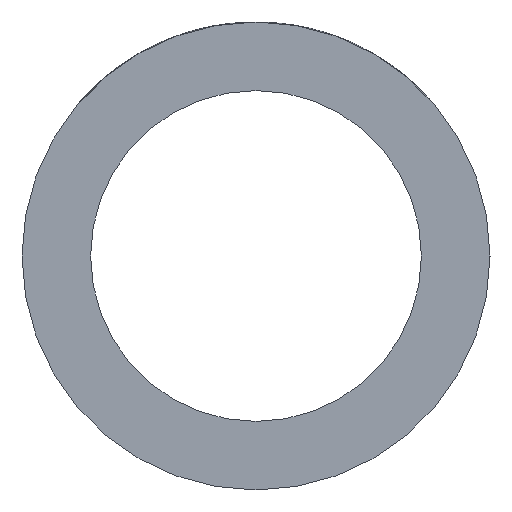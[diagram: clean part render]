
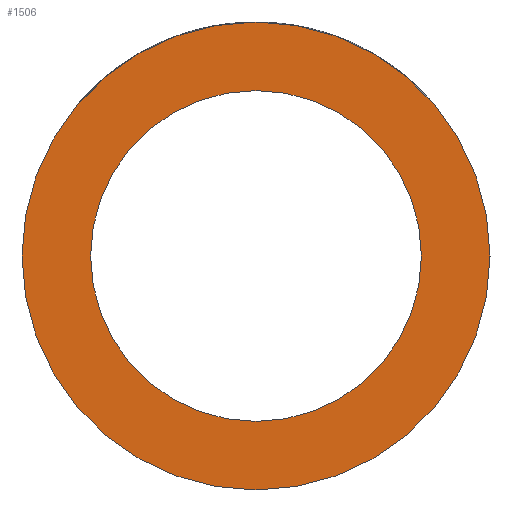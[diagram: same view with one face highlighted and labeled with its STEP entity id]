
A CAD part, front view. The second image highlights one B-rep face of the part: STEP entity #1506.
In plain terms, the highlighted planar face has unit normal (0, -1, 0).
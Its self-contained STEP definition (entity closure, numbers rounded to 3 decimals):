
#50 = CARTESIAN_POINT ( 'NONE',  ( 0., -6., 0. ) ) ;
#156 = EDGE_CURVE ( 'Defeature ausgef�hrt1_0+Defeature ausgef�hrt1_1+Defeature ausgef�hrt1_1+Defeature ausgef�hrt1_1', #1961, #2434, #2388, .T. ) ;
#336 = CARTESIAN_POINT ( 'NONE',  ( 0., -6., 1.45 ) ) ;
#414 = CARTESIAN_POINT ( 'NONE',  ( 0., -6., 0. ) ) ;
#443 = AXIS2_PLACEMENT_3D ( 'NONE', #2029, #2047, #2037 ) ;
#466 = FACE_BOUND ( 'NONE', #1441, .T. ) ;
#504 = ORIENTED_EDGE ( 'NONE', *, *, #642, .F. ) ;
#536 = CARTESIAN_POINT ( 'NONE',  ( 0., -6., 0. ) ) ;
#555 = AXIS2_PLACEMENT_3D ( 'NONE', #50, #679, #2324 ) ;
#558 = DIRECTION ( 'NONE',  ( 0., 1., 0. ) ) ;
#611 = CIRCLE ( 'NONE', #2156, 1.025 ) ;
#642 = EDGE_CURVE ( 'Defeature ausgef�hrt1_0+Defeature ausgef�hrt1_1+Defeature ausgef�hrt1_1+Defeature ausgef�hrt1_1', #2434, #1961, #813, .T. ) ;
#643 = DIRECTION ( 'NONE',  ( 0., 1., 0. ) ) ;
#679 = DIRECTION ( 'NONE',  ( 0., 1., 0. ) ) ;
#813 = CIRCLE ( 'NONE', #555, 1.45 ) ;
#923 = ORIENTED_EDGE ( 'NONE', *, *, #2505, .T. ) ;
#937 = DIRECTION ( 'NONE',  ( 0., 1., 0. ) ) ;
#945 = DIRECTION ( 'NONE',  ( 0., 0., 1. ) ) ;
#1078 = CARTESIAN_POINT ( 'NONE',  ( 0., -6., -1.025 ) ) ;
#1156 = VERTEX_POINT ( 'NONE', #1078 ) ;
#1168 = VERTEX_POINT ( 'NONE', #1272 ) ;
#1238 = AXIS2_PLACEMENT_3D ( 'NONE', #1345, #558, #2012 ) ;
#1272 = CARTESIAN_POINT ( 'NONE',  ( 0., -6., 1.025 ) ) ;
#1284 = ORIENTED_EDGE ( 'NONE', *, *, #1645, .T. ) ;
#1295 = FACE_OUTER_BOUND ( 'NONE', #2705, .T. ) ;
#1345 = CARTESIAN_POINT ( 'NONE',  ( 0., -6., 0. ) ) ;
#1396 = PLANE ( 'NONE',  #443 ) ;
#1441 = EDGE_LOOP ( 'NONE', ( #1284, #923 ) ) ;
#1487 = ORIENTED_EDGE ( 'NONE', *, *, #156, .F. ) ;
#1506 = ADVANCED_FACE ( 'Defeature ausgef�hrt1_1', ( #466, #1295 ), #1396, .T. ) ;
#1645 = EDGE_CURVE ( 'Defeature ausgef�hrt1_1+Defeature ausgef�hrt1_3+Defeature ausgef�hrt1_3+Defeature ausgef�hrt1_3', #1168, #1156, #2382, .T. ) ;
#1876 = DIRECTION ( 'NONE',  ( 0., 0., 1. ) ) ;
#1961 = VERTEX_POINT ( 'NONE', #336 ) ;
#2012 = DIRECTION ( 'NONE',  ( 0., 0., 1. ) ) ;
#2029 = CARTESIAN_POINT ( 'NONE',  ( -1.45, -6., 0. ) ) ;
#2037 = DIRECTION ( 'NONE',  ( 0., 0., -1. ) ) ;
#2047 = DIRECTION ( 'NONE',  ( 0., -1., 0. ) ) ;
#2156 = AXIS2_PLACEMENT_3D ( 'NONE', #536, #937, #945 ) ;
#2176 = CARTESIAN_POINT ( 'NONE',  ( 0., -6., -1.45 ) ) ;
#2324 = DIRECTION ( 'NONE',  ( 0., 0., 1. ) ) ;
#2382 = CIRCLE ( 'NONE', #2476, 1.025 ) ;
#2388 = CIRCLE ( 'NONE', #1238, 1.45 ) ;
#2434 = VERTEX_POINT ( 'NONE', #2176 ) ;
#2476 = AXIS2_PLACEMENT_3D ( 'NONE', #414, #643, #1876 ) ;
#2505 = EDGE_CURVE ( 'Defeature ausgef�hrt1_1+Defeature ausgef�hrt1_3+Defeature ausgef�hrt1_3+Defeature ausgef�hrt1_3', #1156, #1168, #611, .T. ) ;
#2705 = EDGE_LOOP ( 'NONE', ( #1487, #504 ) ) ;
